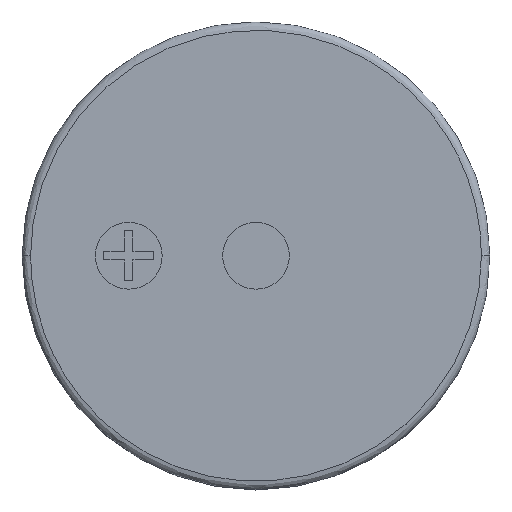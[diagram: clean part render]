
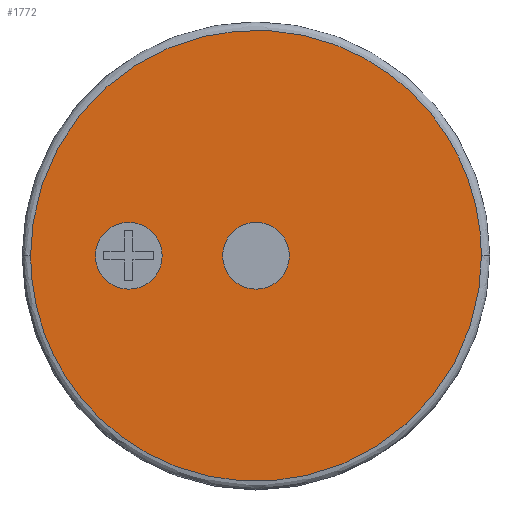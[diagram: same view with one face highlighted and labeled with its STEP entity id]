
A CAD part, top view. The second image highlights one B-rep face of the part: STEP entity #1772.
In plain terms, the highlighted planar face has unit normal (0, 0, 1).
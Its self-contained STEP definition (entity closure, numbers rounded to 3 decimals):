
#20 = AXIS2_PLACEMENT_3D ( 'NONE', #330, #1735, #472 ) ;
#51 = VERTEX_POINT ( 'NONE', #1219 ) ;
#68 = EDGE_CURVE ( 'NONE', #954, #221, #1729, .T. ) ;
#101 = CARTESIAN_POINT ( 'NONE',  ( -6.75, 0., 7.8 ) ) ;
#121 = FACE_BOUND ( 'NONE', #1801, .T. ) ;
#132 = CARTESIAN_POINT ( 'NONE',  ( 0., 0., 7.8 ) ) ;
#221 = VERTEX_POINT ( 'NONE', #279 ) ;
#237 = DIRECTION ( 'NONE',  ( 1., 0., 0. ) ) ;
#242 = DIRECTION ( 'NONE',  ( 0., 0., -1. ) ) ;
#247 = ORIENTED_EDGE ( 'NONE', *, *, #68, .T. ) ;
#279 = CARTESIAN_POINT ( 'NONE',  ( 1., 0., 7.8 ) ) ;
#296 = VERTEX_POINT ( 'NONE', #775 ) ;
#326 =( BOUNDED_CURVE ( )  B_SPLINE_CURVE ( 3, ( #1272, #514, #940, #1658 ),
 .UNSPECIFIED., .F., .F. ) 
 B_SPLINE_CURVE_WITH_KNOTS ( ( 4, 4 ),
 ( 0., 0.5 ),
 .UNSPECIFIED. ) 
 CURVE ( )  GEOMETRIC_REPRESENTATION_ITEM ( )  RATIONAL_B_SPLINE_CURVE ( ( 1., 0.333, 0.333, 1. ) ) 
 REPRESENTATION_ITEM ( '' )  );
#330 = CARTESIAN_POINT ( 'NONE',  ( -3.81, 0., 7.8 ) ) ;
#333 = CARTESIAN_POINT ( 'NONE',  ( 0., 0., 7.8 ) ) ;
#335 = ORIENTED_EDGE ( 'NONE', *, *, #1113, .T. ) ;
#358 = VERTEX_POINT ( 'NONE', #1459 ) ;
#381 = AXIS2_PLACEMENT_3D ( 'NONE', #1550, #437, #1263 ) ;
#391 = DIRECTION ( 'NONE',  ( 0., 0., -1. ) ) ;
#408 = CARTESIAN_POINT ( 'NONE',  ( -3.81, 0., 7.8 ) ) ;
#437 = DIRECTION ( 'NONE',  ( 0., 0., 1. ) ) ;
#441 = ORIENTED_EDGE ( 'NONE', *, *, #798, .F. ) ;
#462 = CARTESIAN_POINT ( 'NONE',  ( -1., 0., 7.8 ) ) ;
#472 = DIRECTION ( 'NONE',  ( 1., 0., 0. ) ) ;
#505 = EDGE_CURVE ( 'NONE', #51, #296, #1402, .T. ) ;
#514 = CARTESIAN_POINT ( 'NONE',  ( 6.75, -13.5, 7.8 ) ) ;
#546 = EDGE_LOOP ( 'NONE', ( #752, #441 ) ) ;
#570 = EDGE_CURVE ( 'NONE', #1515, #358, #326, .T. ) ;
#647 = CARTESIAN_POINT ( 'NONE',  ( 6.75, 13.5, 7.8 ) ) ;
#677 = PLANE ( 'NONE',  #381 ) ;
#698 = DIRECTION ( 'NONE',  ( 1., 0., 0. ) ) ;
#752 = ORIENTED_EDGE ( 'NONE', *, *, #570, .F. ) ;
#775 = CARTESIAN_POINT ( 'NONE',  ( -4.81, 0., 7.8 ) ) ;
#798 = EDGE_CURVE ( 'NONE', #358, #1515, #1274, .T. ) ;
#890 = DIRECTION ( 'NONE',  ( 1., 0., 0. ) ) ;
#917 = CARTESIAN_POINT ( 'NONE',  ( -6.75, 13.5, 7.8 ) ) ;
#921 = AXIS2_PLACEMENT_3D ( 'NONE', #132, #391, #237 ) ;
#940 = CARTESIAN_POINT ( 'NONE',  ( -6.75, -13.5, 7.8 ) ) ;
#954 = VERTEX_POINT ( 'NONE', #462 ) ;
#994 = EDGE_CURVE ( 'NONE', #221, #954, #1021, .T. ) ;
#1021 = CIRCLE ( 'NONE', #1239, 1. ) ;
#1113 = EDGE_CURVE ( 'NONE', #296, #51, #1736, .T. ) ;
#1199 = CARTESIAN_POINT ( 'NONE',  ( 6.75, 0., 7.8 ) ) ;
#1219 = CARTESIAN_POINT ( 'NONE',  ( -2.81, 0., 7.8 ) ) ;
#1239 = AXIS2_PLACEMENT_3D ( 'NONE', #333, #1432, #890 ) ;
#1263 = DIRECTION ( 'NONE',  ( 1., 0., 0. ) ) ;
#1272 = CARTESIAN_POINT ( 'NONE',  ( 6.75, 0., 7.8 ) ) ;
#1274 =( BOUNDED_CURVE ( )  B_SPLINE_CURVE ( 3, ( #101, #917, #647, #1199 ),
 .UNSPECIFIED., .F., .F. ) 
 B_SPLINE_CURVE_WITH_KNOTS ( ( 4, 4 ),
 ( 0.5, 1. ),
 .UNSPECIFIED. ) 
 CURVE ( )  GEOMETRIC_REPRESENTATION_ITEM ( )  RATIONAL_B_SPLINE_CURVE ( ( 1., 0.333, 0.333, 1. ) ) 
 REPRESENTATION_ITEM ( '' )  );
#1337 = CARTESIAN_POINT ( 'NONE',  ( 6.75, 0., 7.8 ) ) ;
#1353 = ORIENTED_EDGE ( 'NONE', *, *, #505, .T. ) ;
#1357 = FACE_OUTER_BOUND ( 'NONE', #546, .T. ) ;
#1402 = CIRCLE ( 'NONE', #20, 1. ) ;
#1432 = DIRECTION ( 'NONE',  ( 0., 0., -1. ) ) ;
#1459 = CARTESIAN_POINT ( 'NONE',  ( -6.75, 0., 7.8 ) ) ;
#1507 = FACE_BOUND ( 'NONE', #1693, .T. ) ;
#1515 = VERTEX_POINT ( 'NONE', #1337 ) ;
#1550 = CARTESIAN_POINT ( 'NONE',  ( 0., 0., 7.8 ) ) ;
#1618 = AXIS2_PLACEMENT_3D ( 'NONE', #408, #242, #698 ) ;
#1658 = CARTESIAN_POINT ( 'NONE',  ( -6.75, 0., 7.8 ) ) ;
#1693 = EDGE_LOOP ( 'NONE', ( #1763, #247 ) ) ;
#1729 = CIRCLE ( 'NONE', #921, 1. ) ;
#1735 = DIRECTION ( 'NONE',  ( 0., 0., -1. ) ) ;
#1736 = CIRCLE ( 'NONE', #1618, 1. ) ;
#1763 = ORIENTED_EDGE ( 'NONE', *, *, #994, .T. ) ;
#1772 = ADVANCED_FACE ( 'NONE', ( #1507, #121, #1357 ), #677, .T. ) ;
#1801 = EDGE_LOOP ( 'NONE', ( #1353, #335 ) ) ;
